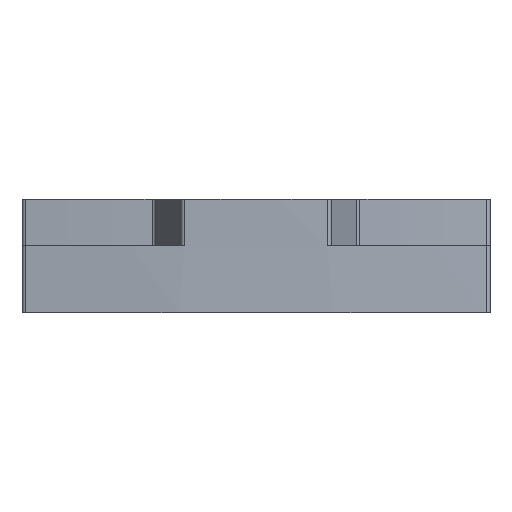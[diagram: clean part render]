
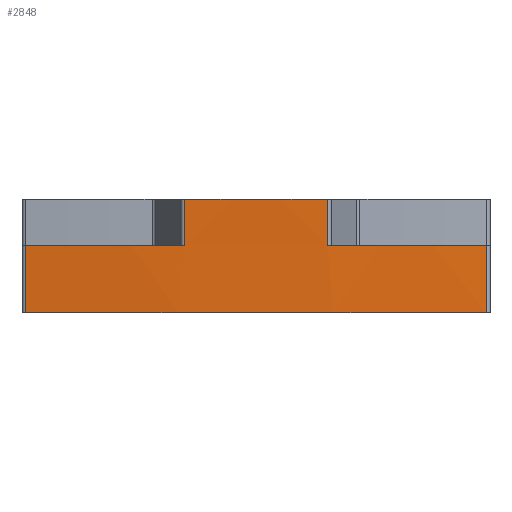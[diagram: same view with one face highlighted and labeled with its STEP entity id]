
A CAD part, front view. The second image highlights one B-rep face of the part: STEP entity #2848.
In plain terms, the highlighted cylindrical face has radius 300.75 mm (diameter 601.5 mm), a partial arc.
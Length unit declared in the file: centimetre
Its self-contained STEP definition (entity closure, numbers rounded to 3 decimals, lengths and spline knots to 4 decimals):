
#63=CYLINDRICAL_SURFACE('',#3032,30.075);
#67=CIRCLE('',#2869,30.075);
#85=CIRCLE('',#2893,30.075);
#103=CIRCLE('',#2918,30.075);
#200=VERTEX_POINT('',#3783);
#201=VERTEX_POINT('',#3785);
#262=VERTEX_POINT('',#3909);
#263=VERTEX_POINT('',#3913);
#266=VERTEX_POINT('',#3918);
#270=VERTEX_POINT('',#3930);
#286=VERTEX_POINT('',#3970);
#295=VERTEX_POINT('',#3997);
#536=VECTOR('',#3206,1.);
#538=VECTOR('',#3214,1.);
#553=VECTOR('',#3259,1.);
#561=VECTOR('',#3297,1.);
#850=LINE('',#3910,#536);
#852=LINE('',#3919,#538);
#867=LINE('',#3969,#553);
#875=LINE('',#4003,#561);
#1125=EDGE_CURVE('',#201,#200,#67,.T.);
#1191=EDGE_CURVE('',#262,#200,#850,.T.);
#1195=EDGE_CURVE('',#266,#263,#852,.T.);
#1200=EDGE_CURVE('',#270,#263,#85,.T.);
#1221=EDGE_CURVE('',#270,#286,#867,.T.);
#1236=EDGE_CURVE('',#266,#295,#103,.T.);
#1238=EDGE_CURVE('',#201,#295,#875,.T.);
#1470=EDGE_CURVE('',#262,#286,#103,.T.);
#2294=ORIENTED_EDGE('',*,*,#1191,.F.);
#2295=ORIENTED_EDGE('',*,*,#1470,.T.);
#2296=ORIENTED_EDGE('',*,*,#1221,.F.);
#2297=ORIENTED_EDGE('',*,*,#1200,.T.);
#2298=ORIENTED_EDGE('',*,*,#1195,.F.);
#2299=ORIENTED_EDGE('',*,*,#1236,.T.);
#2300=ORIENTED_EDGE('',*,*,#1238,.F.);
#2301=ORIENTED_EDGE('',*,*,#1125,.T.);
#2508=EDGE_LOOP('',(#2294,#2295,#2296,#2297,#2298,#2299,#2300,#2301));
#2690=FACE_BOUND('',#2508,.T.);
#2848=ADVANCED_FACE('',(#2690),#63,.T.);
#2869=AXIS2_PLACEMENT_3D('',#3784,#3125,#3126);
#2893=AXIS2_PLACEMENT_3D('',#3929,#3222,#3223);
#2918=AXIS2_PLACEMENT_3D('',#3998,#3288,#3289);
#3032=AXIS2_PLACEMENT_3D('',#4400,#3619,#3620);
#3125=DIRECTION('',(0.,0.,1.));
#3126=DIRECTION('',(-30.075,0.,0.));
#3206=DIRECTION('',(0.,0.,-1.));
#3214=DIRECTION('',(0.,0.,1.));
#3222=DIRECTION('',(0.,0.,-1.));
#3223=DIRECTION('',(30.075,0.,0.));
#3259=DIRECTION('',(0.,0.,-1.));
#3288=DIRECTION('',(0.,0.,-1.));
#3289=DIRECTION('',(30.075,0.,0.));
#3297=DIRECTION('',(0.,0.,1.));
#3619=DIRECTION('',(0.,0.,1.));
#3620=DIRECTION('',(30.075,0.,0.));
#3783=CARTESIAN_POINT('',(2.9549,-7.4545,-0.46));
#3784=CARTESIAN_POINT('',(0.,22.475,-0.46));
#3785=CARTESIAN_POINT('',(-2.9549,-7.4545,-0.46));
#3909=CARTESIAN_POINT('',(2.9549,-7.4545,0.4));
#3910=CARTESIAN_POINT('',(2.9549,-7.4545,0.));
#3913=CARTESIAN_POINT('',(-0.9166,-7.586,1.));
#3918=CARTESIAN_POINT('',(-0.9166,-7.586,0.4));
#3919=CARTESIAN_POINT('',(-0.9166,-7.586,0.));
#3929=CARTESIAN_POINT('',(0.,22.475,1.));
#3930=CARTESIAN_POINT('',(0.9166,-7.586,1.));
#3969=CARTESIAN_POINT('',(0.9166,-7.586,0.));
#3970=CARTESIAN_POINT('',(0.9166,-7.586,0.4));
#3997=CARTESIAN_POINT('',(-2.9549,-7.4545,0.4));
#3998=CARTESIAN_POINT('',(0.,22.475,0.4));
#4003=CARTESIAN_POINT('',(-2.9549,-7.4545,0.));
#4400=CARTESIAN_POINT('',(0.,22.475,0.));
